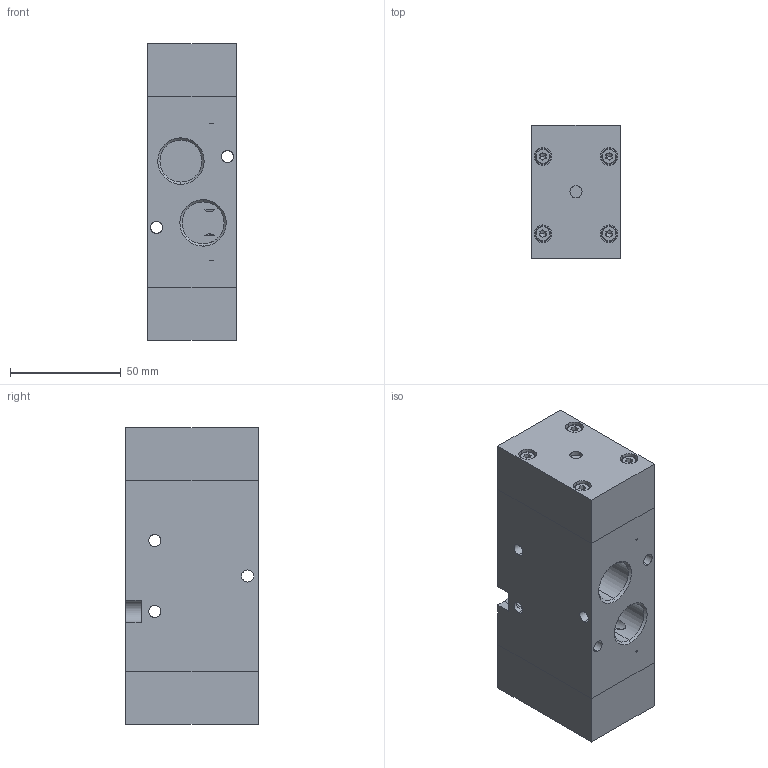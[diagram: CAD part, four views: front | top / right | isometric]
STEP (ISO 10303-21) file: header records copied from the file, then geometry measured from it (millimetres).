
FILE_DESCRIPTION (( 'STEP AP214' ), '1' );
FILE_NAME ('02_005_4.STEP', '2016-02-01T16:45:17', ( '' ), ( '' ), 'SwSTEP 2.0', 'SolidWorks 2016', '' );
FILE_SCHEMA (( 'AUTOMOTIVE_DESIGN' ));
Length unit declared in the file: millimetre
Products named in the file (1): 02_005_4
Bounding box: 40 x 60 x 134 mm (x, y, z)
Volume: 298155.5 mm3; surface area: 52683.4 mm2
Topology: 11 solids, 11 shells, 856 faces, 2125 edges, 1317 vertices
Faces by surface type: cone 331, cylinder 277, plane 208, torus 28, sphere 12
Entity records: 26885 total; most frequent: DIRECTION 4845, CARTESIAN_POINT 4667, ORIENTED_EDGE 4158, EDGE_CURVE 2079, AXIS2_PLACEMENT_3D 1959, VERTEX_POINT 1299, CIRCLE 1102, EDGE_LOOP 932
